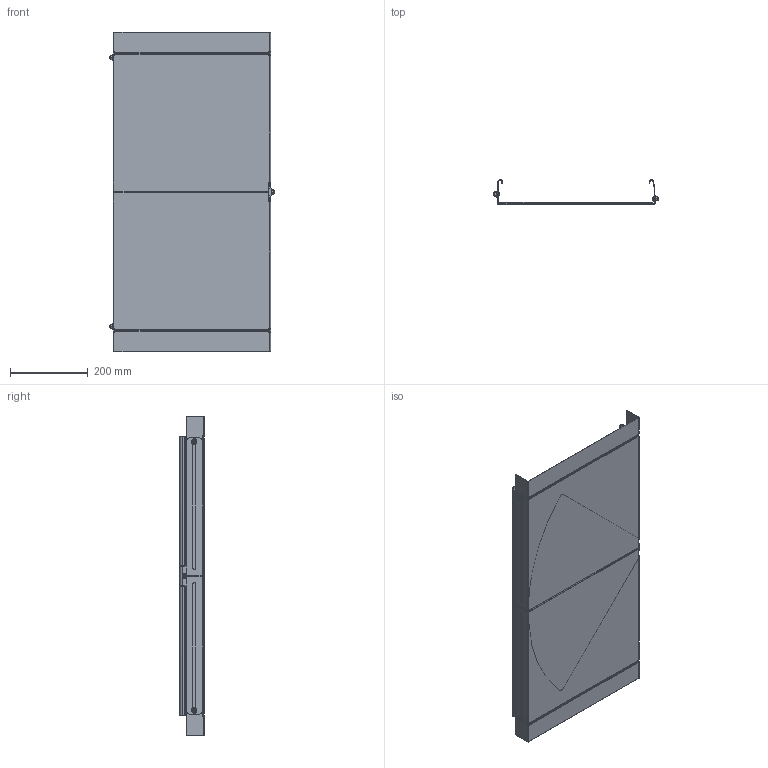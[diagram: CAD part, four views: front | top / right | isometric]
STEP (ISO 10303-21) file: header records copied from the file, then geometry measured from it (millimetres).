
FILE_DESCRIPTION(/* description */ (''),/* implementation_level */ '2;1');
FILE_NAME(/* name */ '6040508',/* time_stamp */ '2014-10-22T09:55:50+02:00',/* author */ (''),/* organization */ (''),/* preprocessor_version */ 'ST-DEVELOPER v15',/* originating_system */ '',/* authorisation */ '');
FILE_SCHEMA (('AUTOMOTIVE_DESIGN'));
Length unit declared in the file: millimetre
Products named in the file (2): Document; Block 02
Assembly tree (1 placements, depth 2):
  Document
    Block 02
Bounding box: 425 x 61.75 x 820 mm (x, y, z)
Volume: 759722.9 mm3; surface area: 1247783.9 mm2
Topology: 2 solids, 11 shells, 587 faces, 1540 edges, 946 vertices
Faces by surface type: bspline 300, plane 287
Entity records: 20845 total; most frequent: CARTESIAN_POINT 11720, ORIENTED_EDGE 3008, EDGE_CURVE 1534, VERTEX_POINT 946, B_SPLINE_CURVE_WITH_KNOTS 781, EDGE_LOOP 662, ADVANCED_FACE 587, FACE_OUTER_BOUND 587
